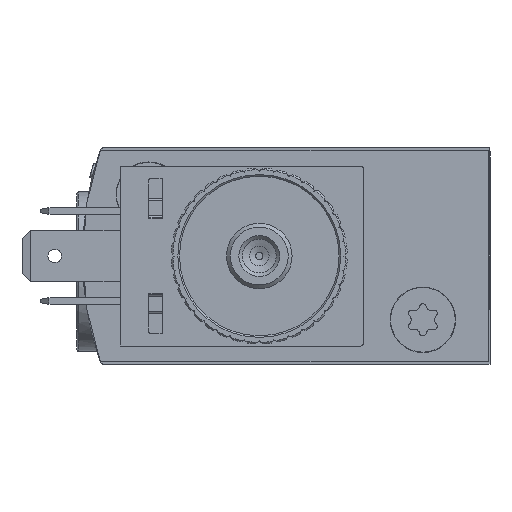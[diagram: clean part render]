
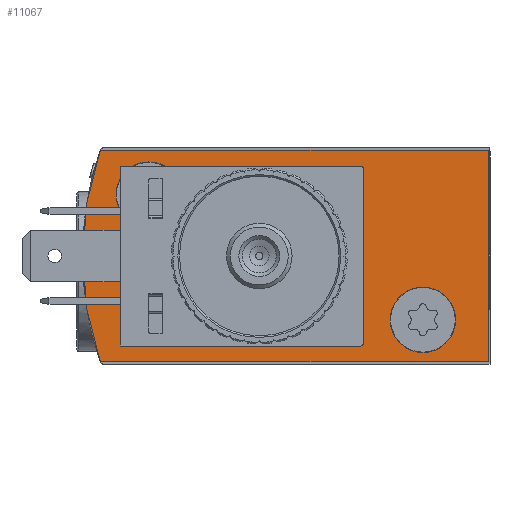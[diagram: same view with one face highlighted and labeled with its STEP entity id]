
A CAD part, left-side view. The second image highlights one B-rep face of the part: STEP entity #11067.
In plain terms, the highlighted planar face has unit normal (-1, 0, 0).
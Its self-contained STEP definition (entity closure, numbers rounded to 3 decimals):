
#836=LINE('',#19146,#1785);
#839=LINE('',#19152,#1788);
#850=LINE('',#19201,#1799);
#1785=VECTOR('',#15719,1000.);
#1788=VECTOR('',#15724,1000.);
#1799=VECTOR('',#15771,1000.);
#3494=ORIENTED_EDGE('',*,*,#6150,.F.);
#3495=ORIENTED_EDGE('',*,*,#6151,.T.);
#3496=ORIENTED_EDGE('',*,*,#6152,.T.);
#3497=ORIENTED_EDGE('',*,*,#6109,.F.);
#3498=ORIENTED_EDGE('',*,*,#6043,.F.);
#3499=ORIENTED_EDGE('',*,*,#6146,.F.);
#3500=ORIENTED_EDGE('',*,*,#6143,.F.);
#3501=ORIENTED_EDGE('',*,*,#6115,.F.);
#3502=ORIENTED_EDGE('',*,*,#6112,.F.);
#6043=EDGE_CURVE('',#7481,#7482,#8394,.T.);
#6109=EDGE_CURVE('',#7482,#7541,#8431,.T.);
#6112=EDGE_CURVE('',#7541,#7543,#836,.T.);
#6115=EDGE_CURVE('',#7543,#7545,#839,.T.);
#6143=EDGE_CURVE('',#7545,#7565,#850,.T.);
#6146=EDGE_CURVE('',#7565,#7481,#8450,.T.);
#6150=EDGE_CURVE('',#7569,#7569,#8454,.F.);
#6151=EDGE_CURVE('',#7570,#7570,#8455,.T.);
#6152=EDGE_CURVE('',#7571,#7571,#8456,.T.);
#7481=VERTEX_POINT('',#19003);
#7482=VERTEX_POINT('',#19004);
#7541=VERTEX_POINT('',#19141);
#7543=VERTEX_POINT('',#19147);
#7545=VERTEX_POINT('',#19153);
#7565=VERTEX_POINT('',#19202);
#7569=VERTEX_POINT('',#19216);
#7570=VERTEX_POINT('',#19218);
#7571=VERTEX_POINT('',#19220);
#8394=CIRCLE('',#13696,39.5);
#8431=CIRCLE('',#13745,0.2);
#8450=CIRCLE('',#13768,0.2);
#8454=CIRCLE('',#13774,5.);
#8455=CIRCLE('',#13775,4.);
#8456=CIRCLE('',#13776,4.);
#9042=EDGE_LOOP('',(#3494));
#9043=EDGE_LOOP('',(#3495));
#9044=EDGE_LOOP('',(#3496));
#9045=EDGE_LOOP('',(#3497,#3498,#3499,#3500,#3501,#3502));
#9911=FACE_BOUND('',#9042,.T.);
#9912=FACE_BOUND('',#9043,.T.);
#9913=FACE_BOUND('',#9044,.T.);
#9914=FACE_BOUND('',#9045,.T.);
#10618=PLANE('',#13773);
#11067=ADVANCED_FACE('',(#9911,#9912,#9913,#9914),#10618,.F.);
#13696=AXIS2_PLACEMENT_3D('',#19002,#15585,#15586);
#13745=AXIS2_PLACEMENT_3D('',#19140,#15712,#15713);
#13768=AXIS2_PLACEMENT_3D('',#19207,#15776,#15777);
#13773=AXIS2_PLACEMENT_3D('',#19214,#15786,#15787);
#13774=AXIS2_PLACEMENT_3D('',#19215,#15788,#15789);
#13775=AXIS2_PLACEMENT_3D('',#19217,#15790,#15791);
#13776=AXIS2_PLACEMENT_3D('',#19219,#15792,#15793);
#15585=DIRECTION('',(1.,0.,0.));
#15586=DIRECTION('',(0.,0.,-1.));
#15712=DIRECTION('',(1.,0.,0.));
#15713=DIRECTION('',(0.,0.,-1.));
#15719=DIRECTION('',(0.,-1.,0.));
#15724=DIRECTION('',(0.,0.,-1.));
#15771=DIRECTION('',(0.,1.,0.));
#15776=DIRECTION('',(1.,0.,0.));
#15777=DIRECTION('',(0.,0.,-1.));
#15786=DIRECTION('',(1.,0.,0.));
#15787=DIRECTION('',(0.,0.,-1.));
#15788=DIRECTION('',(1.,0.,0.));
#15789=DIRECTION('',(0.,0.,-1.));
#15790=DIRECTION('',(1.,0.,0.));
#15791=DIRECTION('',(0.,0.,-1.));
#15792=DIRECTION('',(1.,0.,0.));
#15793=DIRECTION('',(0.,0.,-1.));
#19002=CARTESIAN_POINT('',(0.,10.3,0.));
#19003=CARTESIAN_POINT('',(0.,47.663,-12.815));
#19004=CARTESIAN_POINT('',(0.,47.663,12.815));
#19140=CARTESIAN_POINT('',(0.,47.474,12.75));
#19141=CARTESIAN_POINT('',(0.,47.474,12.95));
#19146=CARTESIAN_POINT('',(0.,47.474,12.95));
#19147=CARTESIAN_POINT('',(0.,0.2,12.95));
#19152=CARTESIAN_POINT('',(0.,0.2,12.95));
#19153=CARTESIAN_POINT('',(0.,0.2,-12.95));
#19201=CARTESIAN_POINT('',(0.,0.2,-12.95));
#19202=CARTESIAN_POINT('',(0.,47.474,-12.95));
#19207=CARTESIAN_POINT('',(0.,47.474,-12.75));
#19214=CARTESIAN_POINT('',(0.,47.474,12.75));
#19215=CARTESIAN_POINT('',(0.,28.2,0.));
#19216=CARTESIAN_POINT('',(0.,28.2,-5.));
#19217=CARTESIAN_POINT('',(0.,41.7,7.5));
#19218=CARTESIAN_POINT('',(0.,41.7,3.5));
#19219=CARTESIAN_POINT('',(0.,8.2,-7.8));
#19220=CARTESIAN_POINT('',(0.,8.2,-11.8));
